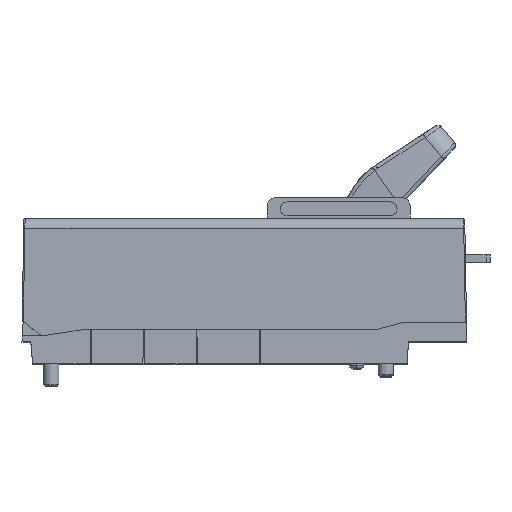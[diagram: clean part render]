
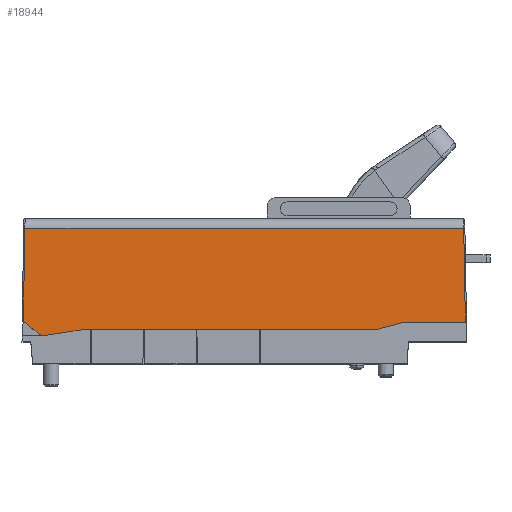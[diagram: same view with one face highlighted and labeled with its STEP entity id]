
A CAD part, top view. The second image highlights one B-rep face of the part: STEP entity #18944.
In plain terms, the highlighted planar face has unit normal (0, 0.018, 1).
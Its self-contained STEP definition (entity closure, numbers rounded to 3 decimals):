
#937=DIRECTION('',(0.774,-0.633,0.011));
#938=VECTOR('',#937,5.281);
#939=CARTESIAN_POINT('',(-52.665,88.226,23.219));
#940=LINE('',#939,#938);
#1023=CARTESIAN_POINT('',(-48.576,84.884,23.277));
#1024=CARTESIAN_POINT('',(-48.38,84.724,23.28));
#1025=CARTESIAN_POINT('',(-47.957,84.516,23.284));
#1026=CARTESIAN_POINT('',(-47.487,84.481,23.284));
#1027=CARTESIAN_POINT('',(-47.237,84.52,23.284));
#1038=DIRECTION('',(0.017,1.,-0.017));
#1039=VECTOR('',#1038,23.825);
#1040=CARTESIAN_POINT('',(-52.665,88.226,23.219));
#1041=LINE('',#1040,#1039);
#1042=DIRECTION('',(0.017,-1.,0.017));
#1043=VECTOR('',#1042,24.051);
#1044=CARTESIAN_POINT('',(60.499,112.044,22.803));
#1045=LINE('',#1044,#1043);
#1046=DIRECTION('',(-0.966,-0.259,0.005));
#1047=VECTOR('',#1046,6.955);
#1048=CARTESIAN_POINT('',(45.218,88.,23.223));
#1049=LINE('',#1048,#1047);
#1050=DIRECTION('',(-1.,0.,0.));
#1051=VECTOR('',#1050,75.);
#1052=CARTESIAN_POINT('',(38.5,86.2,23.254));
#1053=LINE('',#1052,#1051);
#1112=DIRECTION('',(-1.,0.,0.));
#1113=VECTOR('',#1112,112.748);
#1114=CARTESIAN_POINT('',(60.499,112.044,22.803));
#1115=LINE('',#1114,#1113);
#2072=DIRECTION('',(1.,0.,0.));
#2073=VECTOR('',#2072,15.701);
#2074=CARTESIAN_POINT('',(45.218,88.,23.223));
#2075=LINE('',#2074,#2073);
#2076=CARTESIAN_POINT('',(60.919,88.,23.223));
#9011=DIRECTION('',(0.988,0.155,-0.003));
#9012=VECTOR('',#9011,10.868);
#9013=CARTESIAN_POINT('',(-47.237,84.52,23.284));
#9014=LINE('',#9013,#9012);
#14930=VERTEX_POINT('',#2076);
#15091=CARTESIAN_POINT('',(38.5,86.2,23.254));
#15092=CARTESIAN_POINT('',(-36.5,86.2,23.254));
#15093=VERTEX_POINT('',#15091);
#15094=VERTEX_POINT('',#15092);
#15127=CARTESIAN_POINT('',(45.218,88.,23.223));
#15128=VERTEX_POINT('',#15127);
#15129=CARTESIAN_POINT('',(-52.665,88.226,
23.219));
#15130=CARTESIAN_POINT('',(-52.249,112.044,
22.803));
#15131=VERTEX_POINT('',#15129);
#15132=VERTEX_POINT('',#15130);
#15133=CARTESIAN_POINT('',(60.499,112.044,22.803));
#15134=VERTEX_POINT('',#15133);
#15135=VERTEX_POINT('',#1023);
#15136=VERTEX_POINT('',#1027);
#18921=CARTESIAN_POINT('',(4.127,98.272,23.044));
#18922=DIRECTION('',(0.,0.017,1.));
#18923=DIRECTION('',(1.,0.,0.));
#18924=AXIS2_PLACEMENT_3D('',#18921,#18922,#18923);
#18925=PLANE('',#18924);
#18927=ORIENTED_EDGE('',*,*,#18926,.T.);
#18929=ORIENTED_EDGE('',*,*,#18928,.F.);
#18931=ORIENTED_EDGE('',*,*,#18930,.T.);
#18933=ORIENTED_EDGE('',*,*,#18932,.F.);
#18935=ORIENTED_EDGE('',*,*,#18934,.T.);
#18937=ORIENTED_EDGE('',*,*,#18936,.T.);
#18939=ORIENTED_EDGE('',*,*,#18938,.F.);
#18940=ORIENTED_EDGE('',*,*,#18907,.F.);
#18941=ORIENTED_EDGE('',*,*,#18747,.F.);
#18942=EDGE_LOOP('',(#18927,#18929,#18931,#18933,#18935,#18937,#18939,#18940,
#18941));
#18943=FACE_OUTER_BOUND('',#18942,.F.);
#1028=B_SPLINE_CURVE_WITH_KNOTS('',3,(#1023,#1024,#1025,#1026,#1027),
.UNSPECIFIED.,.F.,.F.,(4,1,4),(0.,0.5,1.),.UNSPECIFIED.);
#18747=EDGE_CURVE('',#15131,#15135,#940,.T.);
#18907=EDGE_CURVE('',#15135,#15136,#1028,.T.);
#18926=EDGE_CURVE('',#15131,#15132,#1041,.T.);
#18928=EDGE_CURVE('',#15134,#15132,#1115,.T.);
#18930=EDGE_CURVE('',#15134,#14930,#1045,.T.);
#18932=EDGE_CURVE('',#15128,#14930,#2075,.T.);
#18934=EDGE_CURVE('',#15128,#15093,#1049,.T.);
#18936=EDGE_CURVE('',#15093,#15094,#1053,.T.);
#18938=EDGE_CURVE('',#15136,#15094,#9014,.T.);
#18944=ADVANCED_FACE('',(#18943),#18925,.T.);
